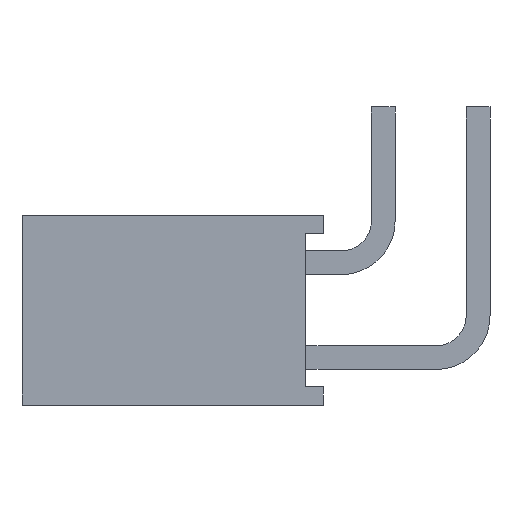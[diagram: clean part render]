
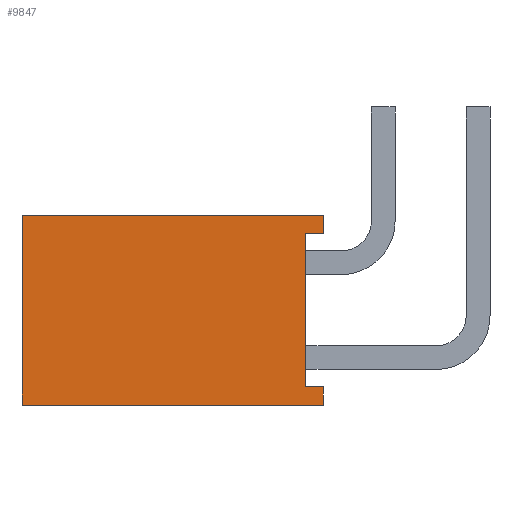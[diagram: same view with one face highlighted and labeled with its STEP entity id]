
A CAD part, left-side view. The second image highlights one B-rep face of the part: STEP entity #9847.
In plain terms, the highlighted planar face has unit normal (-1, 0, 0).
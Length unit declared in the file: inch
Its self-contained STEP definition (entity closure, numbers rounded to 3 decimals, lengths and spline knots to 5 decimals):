
#433=ORIENTED_EDGE('',*,*,#3242,.T.);
#434=ORIENTED_EDGE('',*,*,#3111,.T.);
#435=ORIENTED_EDGE('',*,*,#3186,.F.);
#436=ORIENTED_EDGE('',*,*,#3273,.F.);
#437=ORIENTED_EDGE('',*,*,#3180,.T.);
#438=ORIENTED_EDGE('',*,*,#3151,.T.);
#439=ORIENTED_EDGE('',*,*,#3272,.T.);
#440=ORIENTED_EDGE('',*,*,#3274,.T.);
#3111=EDGE_CURVE('',#4552,#4551,#5511,.T.);
#3151=EDGE_CURVE('',#4592,#4591,#5551,.T.);
#3180=EDGE_CURVE('',#4611,#4592,#5580,.T.);
#3186=EDGE_CURVE('',#4615,#4551,#5586,.T.);
#3242=EDGE_CURVE('',#4652,#4552,#5642,.T.);
#3272=EDGE_CURVE('',#4591,#4672,#5672,.T.);
#3273=EDGE_CURVE('',#4611,#4615,#5673,.T.);
#3274=EDGE_CURVE('',#4672,#4652,#5674,.T.);
#4551=VERTEX_POINT('',#13734);
#4552=VERTEX_POINT('',#13736);
#4591=VERTEX_POINT('',#13824);
#4592=VERTEX_POINT('',#13826);
#4611=VERTEX_POINT('',#13875);
#4615=VERTEX_POINT('',#13885);
#4652=VERTEX_POINT('',#13987);
#4672=VERTEX_POINT('',#14048);
#5511=LINE('',#13735,#6843);
#5551=LINE('',#13825,#6883);
#5580=LINE('',#13874,#6912);
#5586=LINE('',#13886,#6918);
#5642=LINE('',#13989,#6974);
#5672=LINE('',#14049,#7004);
#5673=LINE('',#14051,#7005);
#5674=LINE('',#14052,#7006);
#6843=VECTOR('',#11077,39.37008);
#6883=VECTOR('',#11137,39.37008);
#6912=VECTOR('',#11168,39.37008);
#6918=VECTOR('',#11176,39.37008);
#6974=VECTOR('',#11252,39.37008);
#7004=VECTOR('',#11302,39.37008);
#7005=VECTOR('',#11305,39.37008);
#7006=VECTOR('',#11306,39.37008);
#8179=EDGE_LOOP('',(#433,#434,#435,#436,#437,#438,#439,#440));
#8771=FACE_BOUND('',#8179,.T.);
#9363=PLANE('',#10411);
#9847=ADVANCED_FACE('',(#8771),#9363,.F.);
#10411=AXIS2_PLACEMENT_3D('',#14050,#11303,#11304);
#11077=DIRECTION('',(0.,0.,1.));
#11137=DIRECTION('',(0.,0.,1.));
#11168=DIRECTION('',(0.,-1.,0.));
#11176=DIRECTION('',(0.,-1.,0.));
#11252=DIRECTION('',(0.,-1.,0.));
#11302=DIRECTION('',(0.,1.,0.));
#11303=DIRECTION('',(1.,0.,0.));
#11304=DIRECTION('',(0.,0.,-1.));
#11305=DIRECTION('',(0.,0.,1.));
#11306=DIRECTION('',(0.,0.,1.));
#13734=CARTESIAN_POINT('',(0.,0.,0.07875));
#13735=CARTESIAN_POINT('',(0.,0.,-0.07875));
#13736=CARTESIAN_POINT('',(0.,0.,0.06375));
#13824=CARTESIAN_POINT('',(0.,0.,-0.06375));
#13825=CARTESIAN_POINT('',(0.,0.,-0.07875));
#13826=CARTESIAN_POINT('',(0.,0.,-0.07875));
#13874=CARTESIAN_POINT('',(0.,0.25,-0.07875));
#13875=CARTESIAN_POINT('',(0.,0.25,-0.07875));
#13885=CARTESIAN_POINT('',(0.,0.25,0.07875));
#13886=CARTESIAN_POINT('',(0.,0.25,0.07875));
#13987=CARTESIAN_POINT('',(0.,0.015,0.06375));
#13989=CARTESIAN_POINT('',(0.,0.015,0.06375));
#14048=CARTESIAN_POINT('',(0.,0.015,-0.06375));
#14049=CARTESIAN_POINT('',(0.,0.,-0.06375));
#14050=CARTESIAN_POINT('',(0.,0.25,-0.07875));
#14051=CARTESIAN_POINT('',(0.,0.25,-0.07875));
#14052=CARTESIAN_POINT('',(0.,0.015,-0.06375));
